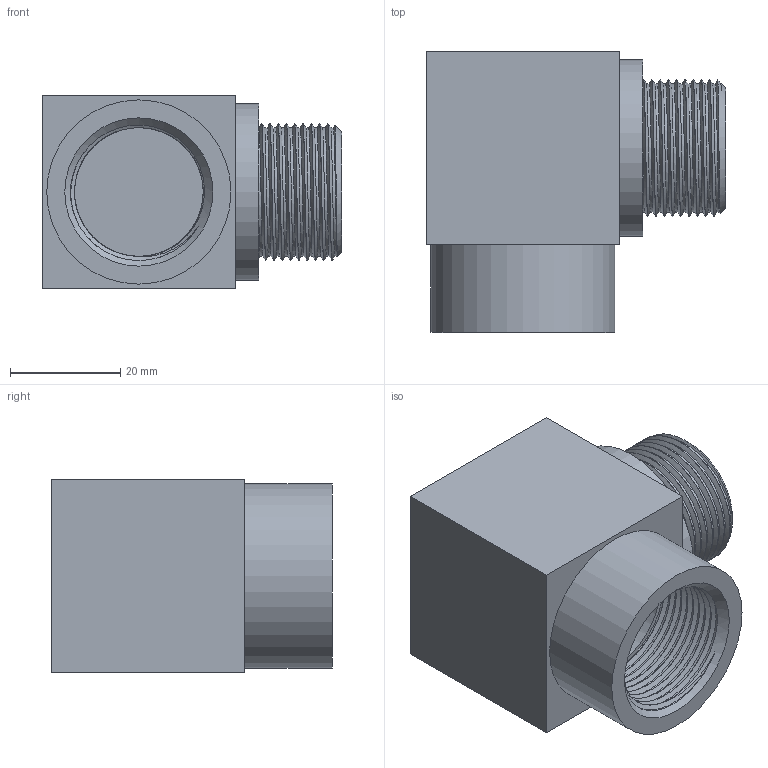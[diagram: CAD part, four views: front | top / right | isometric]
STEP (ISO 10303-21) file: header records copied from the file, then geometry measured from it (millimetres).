
FILE_DESCRIPTION(/* description */ ('90°-Adapter M25x1,5 x M25x1,5','CAx-IF Rec.Pracs.---Representation and Presentation of Product Manufacturing Information (PMI)---3.8---2014-02-18'),/* implementation_level */ '2;1');
FILE_NAME(/* name */ 'FGA1313YXN-RST.stp',/* time_stamp */ '2023-11-20T14:00:10+01:00',/* author */ ('sl'),/* organization */ (''),/* preprocessor_version */ 'ST-DEVELOPER v16.5',/* originating_system */ 'Autodesk Inventor 2017',/* authorisation */ '');
FILE_SCHEMA (('AP242_MANAGED_MODEL_BASED_3D_ENGINEERING_MIM_LF { 1 0 10303 442 1 1 4 }'));
Length unit declared in the file: millimetre
Products named in the file (1): FGA1313YXN
Bounding box: 54.27 x 50.94 x 35 mm (x, y, z)
Volume: 35493.4 mm3; surface area: 16542.7 mm2
Topology: 1 solids, 1 shells, 36 faces, 89 edges, 59 vertices
Faces by surface type: cylinder 18, plane 12, bspline 4, cone 2
Full cylindrical faces by diameter (mm): 20.52 x1, 23.35 x10, 26 x1, 31.97 x1, 33.4 x1
Entity records: 4346 total; most frequent: CARTESIAN_POINT 3810, ORIENTED_EDGE 94, DIRECTION 94, EDGE_CURVE 47, AXIS2_PLACEMENT_3D 41, EDGE_LOOP 40, VERTEX_POINT 35, FACE_OUTER_BOUND 26
